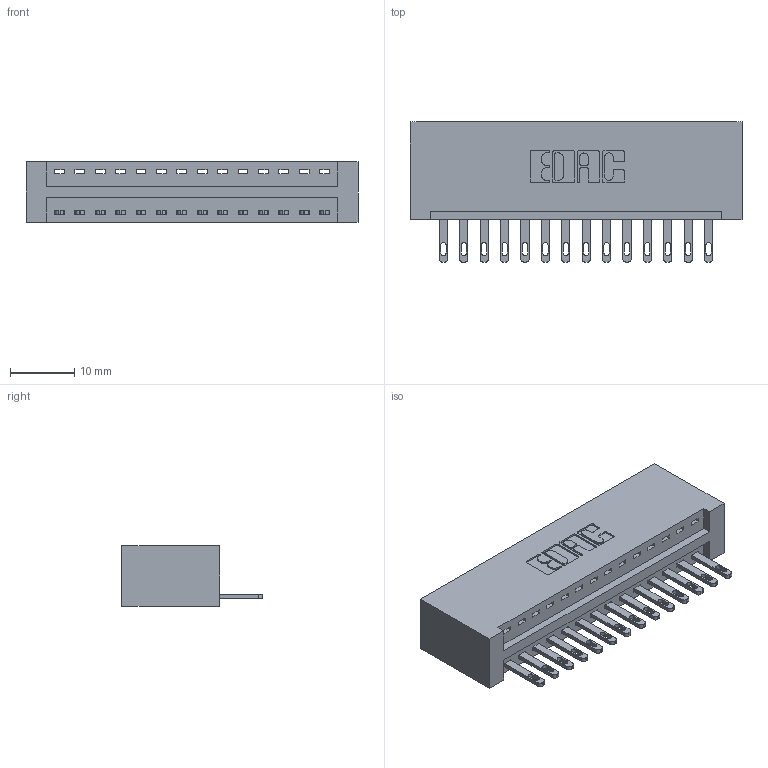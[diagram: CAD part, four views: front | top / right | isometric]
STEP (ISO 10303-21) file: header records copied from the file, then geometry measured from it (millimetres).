
FILE_DESCRIPTION (( 'STEP AP203' ), '1' );
FILE_NAME ('896-014-500-101.STEP', '2021-07-27T15:05:59', ( '' ), ( '' ), 'SwSTEP 2.0', 'SolidWorks 2020', '' );
FILE_SCHEMA (( 'CONFIG_CONTROL_DESIGN' ));
Length unit declared in the file: inch
Products named in the file (3): 846 Part_No Mounting Lugs; 345-292-001_345-293-100; 896-014-500-101
Assembly tree (15 placements, depth 2):
  896-014-500-101
    846 Part_No Mounting Lugs
    345-292-001_345-293-100  x14
Bounding box: 51.69 x 21.84 x 9.4 mm (x, y, z)
Volume: 5312.9 mm3; surface area: 6446.1 mm2
Topology: 15 solids, 15 shells, 870 faces, 2657 edges, 1770 vertices
Faces by surface type: plane 548, cylinder 322
Entity records: 12111 total; most frequent: CARTESIAN_POINT 2090, ORIENTED_EDGE 2038, DIRECTION 1875, EDGE_CURVE 1019, LINE 835, VECTOR 835, VERTEX_POINT 678, AXIS2_PLACEMENT_3D 520
